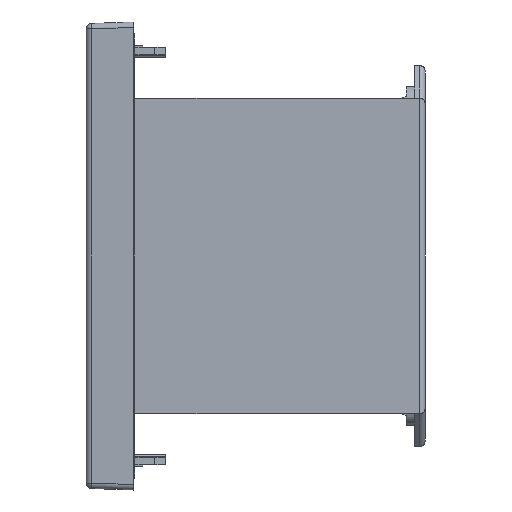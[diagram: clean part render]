
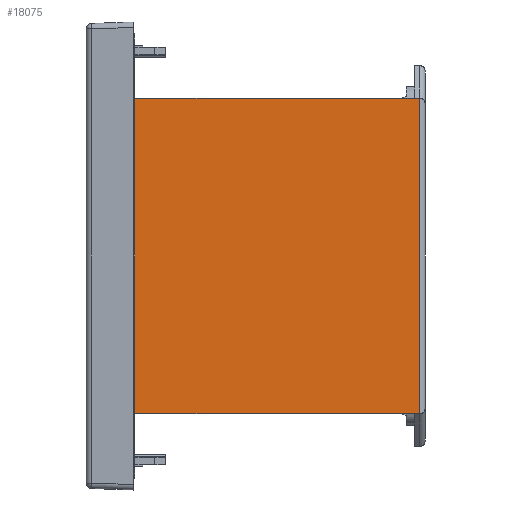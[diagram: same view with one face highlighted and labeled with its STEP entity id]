
A CAD part, left-side view. The second image highlights one B-rep face of the part: STEP entity #18075.
In plain terms, the highlighted planar face has unit normal (-1, 0, 0).
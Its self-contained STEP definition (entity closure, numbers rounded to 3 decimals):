
#616=DIRECTION('',(0.,-1.,0.));
#617=VECTOR('',#616,78.5);
#618=CARTESIAN_POINT('',(-34.8,0.,-43.5));
#619=LINE('',#618,#617);
#913=DIRECTION('',(0.,0.,-1.));
#914=VECTOR('',#913,87.);
#915=CARTESIAN_POINT('',(-34.8,0.,43.5));
#916=LINE('',#915,#914);
#4055=DIRECTION('',(0.,0.,1.));
#4056=VECTOR('',#4055,87.);
#4057=CARTESIAN_POINT('',(-34.8,-78.5,-43.5));
#4058=LINE('',#4057,#4056);
#4082=DIRECTION('',(0.,-1.,0.));
#4083=VECTOR('',#4082,78.5);
#4084=CARTESIAN_POINT('',(-34.8,0.,43.5));
#4085=LINE('',#4084,#4083);
#12180=CARTESIAN_POINT('',(-34.8,-78.5,-43.5));
#12182=VERTEX_POINT('',#12180);
#12187=CARTESIAN_POINT('',(-34.8,0.,-43.5));
#12188=VERTEX_POINT('',#12187);
#12249=CARTESIAN_POINT('',(-34.8,0.,43.5));
#12250=VERTEX_POINT('',#12249);
#13011=CARTESIAN_POINT('',(-34.8,-78.5,43.5));
#13012=VERTEX_POINT('',#13011);
#18064=CARTESIAN_POINT('',(-34.8,0.,43.5));
#18065=DIRECTION('',(-1.,0.,0.));
#18066=DIRECTION('',(0.,0.,-1.));
#18067=AXIS2_PLACEMENT_3D('',#18064,#18065,#18066);
#18068=PLANE('',#18067);
#18069=ORIENTED_EDGE('',*,*,#14693,.F.);
#18070=ORIENTED_EDGE('',*,*,#17989,.T.);
#18071=ORIENTED_EDGE('',*,*,#18049,.F.);
#18072=ORIENTED_EDGE('',*,*,#14423,.F.);
#18073=EDGE_LOOP('',(#18069,#18070,#18071,#18072));
#18074=FACE_OUTER_BOUND('',#18073,.F.);
#14423=EDGE_CURVE('',#12188,#12182,#619,.T.);
#14693=EDGE_CURVE('',#12250,#12188,#916,.T.);
#17989=EDGE_CURVE('',#12250,#13012,#4085,.T.);
#18049=EDGE_CURVE('',#12182,#13012,#4058,.T.);
#18075=ADVANCED_FACE('',(#18074),#18068,.T.);
